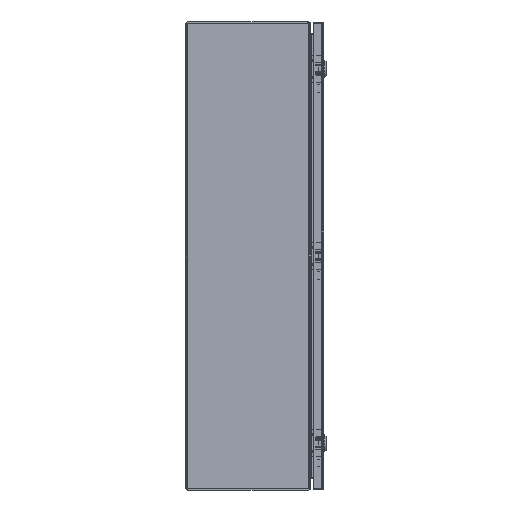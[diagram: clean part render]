
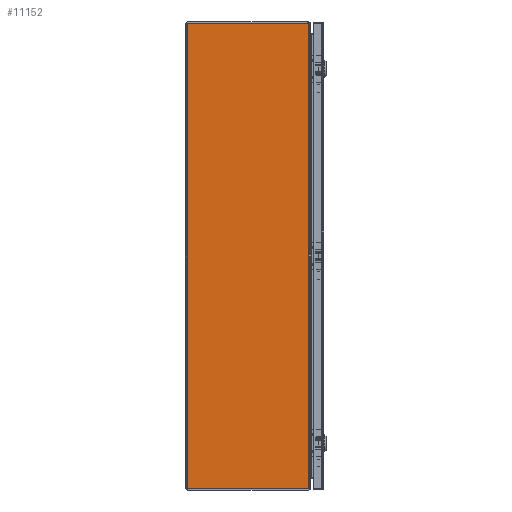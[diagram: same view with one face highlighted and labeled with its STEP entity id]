
A CAD part, left-side view. The second image highlights one B-rep face of the part: STEP entity #11152.
In plain terms, the highlighted planar face has unit normal (-1, 0, 0).
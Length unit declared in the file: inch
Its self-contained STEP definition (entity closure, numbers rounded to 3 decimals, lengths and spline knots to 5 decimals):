
#1750 = AXIS2_PLACEMENT_3D ( 'NONE', #13420, #28930, #34905 ) ;
#3110 = EDGE_CURVE ( 'NONE', #33643, #37994, #29167, .T. ) ;
#3843 = CARTESIAN_POINT ( 'NONE',  ( -18., -0.108, -14.892 ) ) ;
#4217 = CARTESIAN_POINT ( 'NONE',  ( -18., -0.072, -14.92789 ) ) ;
#4793 = DIRECTION ( 'NONE',  ( 0., 1., 0. ) ) ;
#5479 = LINE ( 'NONE', #23980, #35370 ) ;
#5579 = PLANE ( 'NONE',  #1750 ) ;
#5734 = EDGE_CURVE ( 'NONE', #39131, #33643, #9797, .T. ) ;
#7209 = EDGE_LOOP ( 'NONE', ( #22953, #16461, #26516, #17557 ) ) ;
#7392 = LINE ( 'NONE', #4217, #13679 ) ;
#7747 = VECTOR ( 'NONE', #13375, 39.37008 ) ;
#9797 = LINE ( 'NONE', #3843, #7747 ) ;
#11152 = ADVANCED_FACE ( 'NONE', ( #11359 ), #5579, .F. ) ;
#11359 = FACE_OUTER_BOUND ( 'NONE', #7209, .T. ) ;
#13375 = DIRECTION ( 'NONE',  ( 0., 0., 1. ) ) ;
#13420 = CARTESIAN_POINT ( 'NONE',  ( -18., -0.072, 104.298 ) ) ;
#13679 = VECTOR ( 'NONE', #4793, 39.37008 ) ;
#15152 = DIRECTION ( 'NONE',  ( 0., -1., 0. ) ) ;
#15797 = EDGE_CURVE ( 'NONE', #37994, #28594, #5479, .T. ) ;
#16461 = ORIENTED_EDGE ( 'NONE', *, *, #3110, .F. ) ;
#17557 = ORIENTED_EDGE ( 'NONE', *, *, #21624, .F. ) ;
#19821 = CARTESIAN_POINT ( 'NONE',  ( -18., -7.892, -14.92789 ) ) ;
#19913 = CARTESIAN_POINT ( 'NONE',  ( -18., -0.108, -14.92789 ) ) ;
#21624 = EDGE_CURVE ( 'NONE', #28594, #39131, #7392, .T. ) ;
#22953 = ORIENTED_EDGE ( 'NONE', *, *, #15797, .F. ) ;
#23980 = CARTESIAN_POINT ( 'NONE',  ( -18., -7.892, 104.298 ) ) ;
#24176 = DIRECTION ( 'NONE',  ( 0., 0., -1. ) ) ;
#26516 = ORIENTED_EDGE ( 'NONE', *, *, #5734, .F. ) ;
#26593 = VECTOR ( 'NONE', #15152, 39.37008 ) ;
#28594 = VERTEX_POINT ( 'NONE', #19821 ) ;
#28930 = DIRECTION ( 'NONE',  ( 1., 0., 0. ) ) ;
#29167 = LINE ( 'NONE', #29559, #26593 ) ;
#29559 = CARTESIAN_POINT ( 'NONE',  ( -18., -0.072, 14.92789 ) ) ;
#31923 = CARTESIAN_POINT ( 'NONE',  ( -18., -7.892, 14.92789 ) ) ;
#32856 = CARTESIAN_POINT ( 'NONE',  ( -18., -0.108, 14.92789 ) ) ;
#33643 = VERTEX_POINT ( 'NONE', #32856 ) ;
#34905 = DIRECTION ( 'NONE',  ( 0., 1., 0. ) ) ;
#35370 = VECTOR ( 'NONE', #24176, 39.37008 ) ;
#37994 = VERTEX_POINT ( 'NONE', #31923 ) ;
#39131 = VERTEX_POINT ( 'NONE', #19913 ) ;
